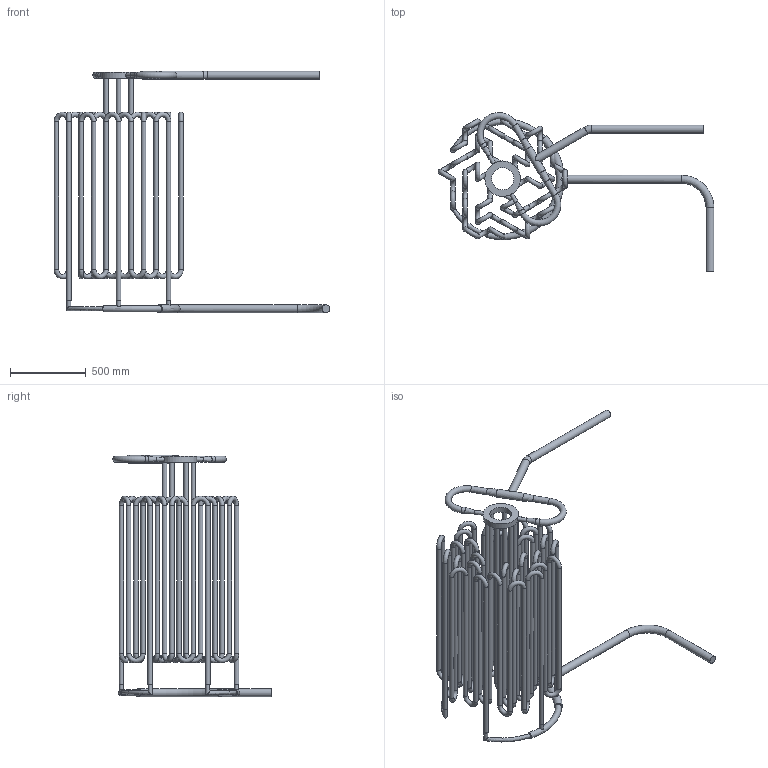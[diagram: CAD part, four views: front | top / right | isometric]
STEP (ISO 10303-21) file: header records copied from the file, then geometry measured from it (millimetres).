
FILE_DESCRIPTION(/* description */ ('STEP AP214'),/* implementation_level */ '2;1');
FILE_NAME(/* name */ '6138afa903ce10062830f4dc',/* time_stamp */ '2021-09-08T12:42:18+00:00',/* author */ (''),/* organization */ (''),/* preprocessor_version */ 'ST-DEVELOPER v18.1',/* originating_system */ ' ',/* authorisation */ ' ');
FILE_SCHEMA (('AUTOMOTIVE_DESIGN {1 0 10303 214 3 1 1}'));
Length unit declared in the file: metre
Products named in the file (1): salt
Bounding box: 1825.26 x 1046.72 x 1597.4 mm (x, y, z)
Volume: 65253258.6 mm3; surface area: 8183134.6 mm2
Topology: 1 solids, 1 shells, 178 faces, 477 edges, 317 vertices
Faces by surface type: cylinder 85, torus 67, plane 20, cone 4, bspline 2
Full cylindrical faces by diameter (mm): 26.67 x8, 29.845 x66, 40.894 x4, 52.578 x4, 52.705 x1, 146.05 x1, 234.95 x1
Entity records: 4384 total; most frequent: CARTESIAN_POINT 1272, DIRECTION 702, ORIENTED_EDGE 374, EDGE_LOOP 368, FACE_BOUND 368, AXIS2_PLACEMENT_3D 351, EDGE_CURVE 187, VERTEX_POINT 187
